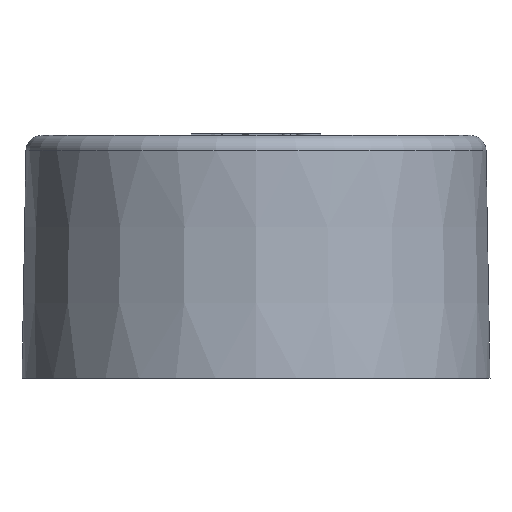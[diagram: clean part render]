
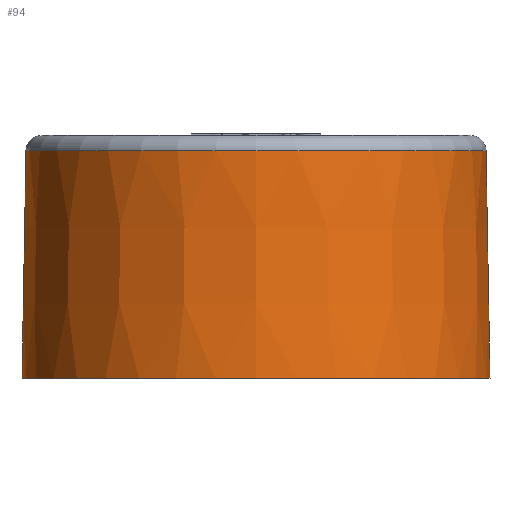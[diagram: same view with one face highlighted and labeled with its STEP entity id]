
A CAD part, front view. The second image highlights one B-rep face of the part: STEP entity #94.
In plain terms, the highlighted conical face has half-angle 1 degrees and reference radius 60.674 mm.
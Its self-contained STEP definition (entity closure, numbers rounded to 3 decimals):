
#94 = ADVANCED_FACE( '', ( #210, #211 ), #212, .T. );
#210 = FACE_BOUND( '', #397, .T. );
#211 = FACE_OUTER_BOUND( '', #398, .T. );
#212 = CONICAL_SURFACE( '', #399, 60.674, 0.017 );
#397 = EDGE_LOOP( '', ( #745 ) );
#398 = EDGE_LOOP( '', ( #746 ) );
#399 = AXIS2_PLACEMENT_3D( '', #747, #748, #749 );
#745 = ORIENTED_EDGE( '', *, *, #1343, .F. );
#746 = ORIENTED_EDGE( '', *, *, #1301, .T. );
#747 = CARTESIAN_POINT( '', ( 0., 0., 0. ) );
#748 = DIRECTION( '', ( 0., 0., -1. ) );
#749 = DIRECTION( '', ( -1., 0., 0. ) );
#1301 = EDGE_CURVE( '', #1564, #1564, #1565, .T. );
#1343 = EDGE_CURVE( '', #1634, #1634, #1635, .T. );
#1564 = VERTEX_POINT( '', #2042 );
#1565 = CIRCLE( '', #2043, 60.674 );
#1634 = VERTEX_POINT( '', #2222 );
#1635 = CIRCLE( '', #2223, 59.643 );
#2042 = CARTESIAN_POINT( '', ( 60.674, 0., 0. ) );
#2043 = AXIS2_PLACEMENT_3D( '', #2505, #2506, #2507 );
#2222 = CARTESIAN_POINT( '', ( 59.643, 0., 59.07 ) );
#2223 = AXIS2_PLACEMENT_3D( '', #2529, #2530, #2531 );
#2505 = CARTESIAN_POINT( '', ( 0., 0., 0. ) );
#2506 = DIRECTION( '', ( 0., 0., 1. ) );
#2507 = DIRECTION( '', ( 1., 0., 0. ) );
#2529 = CARTESIAN_POINT( '', ( 0., 0., 59.07 ) );
#2530 = DIRECTION( '', ( 0., 0., 1. ) );
#2531 = DIRECTION( '', ( 1., 0., 0. ) );
